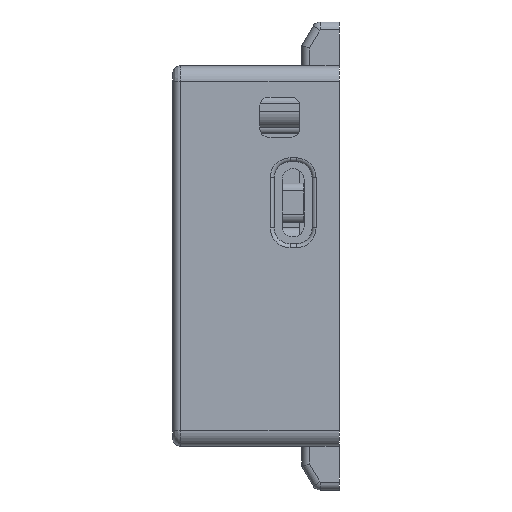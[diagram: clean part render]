
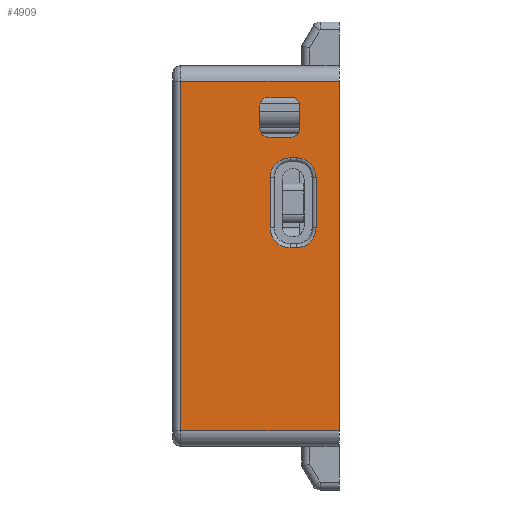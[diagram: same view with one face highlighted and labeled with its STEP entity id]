
A CAD part, left-side view. The second image highlights one B-rep face of the part: STEP entity #4909.
In plain terms, the highlighted planar face has unit normal (-1, 0, 0).
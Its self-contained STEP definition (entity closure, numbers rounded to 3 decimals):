
#54=FACE_BOUND('',#862,.T.);
#55=FACE_BOUND('',#863,.T.);
#326=CIRCLE('',#5329,2.5);
#330=CIRCLE('',#5335,2.5);
#334=CIRCLE('',#5341,2.5);
#337=CIRCLE('',#5346,2.5);
#341=CIRCLE('',#5355,1.);
#342=CIRCLE('',#5356,1.);
#343=CIRCLE('',#5357,1.);
#344=CIRCLE('',#5358,1.);
#574=FACE_OUTER_BOUND('',#861,.T.);
#861=EDGE_LOOP('',(#3912,#3913,#3914,#3915));
#862=EDGE_LOOP('',(#3916,#3917,#3918,#3919,#3920,#3921,#3922,#3923));
#863=EDGE_LOOP('',(#3924,#3925,#3926,#3927,#3928,#3929,#3930,#3931));
#1211=LINE('',#7741,#1686);
#1288=LINE('',#7959,#1763);
#1289=LINE('',#7970,#1764);
#1291=LINE('',#7982,#1766);
#1293=LINE('',#7994,#1768);
#1302=LINE('',#8020,#1777);
#1303=LINE('',#8022,#1778);
#1304=LINE('',#8024,#1779);
#1305=LINE('',#8025,#1780);
#1306=LINE('',#8028,#1781);
#1307=LINE('',#8033,#1782);
#1308=LINE('',#8037,#1783);
#1686=VECTOR('',#6177,10.);
#1763=VECTOR('',#6396,10.);
#1764=VECTOR('',#6409,10.);
#1766=VECTOR('',#6423,10.);
#1768=VECTOR('',#6437,10.);
#1777=VECTOR('',#6466,10.);
#1778=VECTOR('',#6467,10.);
#1779=VECTOR('',#6468,10.);
#1780=VECTOR('',#6469,10.);
#1781=VECTOR('',#6470,10.);
#1782=VECTOR('',#6475,10.);
#1783=VECTOR('',#6478,10.);
#2187=VERTEX_POINT('',#7738);
#2188=VERTEX_POINT('',#7740);
#2255=VERTEX_POINT('',#7952);
#2258=VERTEX_POINT('',#7957);
#2260=VERTEX_POINT('',#7962);
#2262=VERTEX_POINT('',#7968);
#2264=VERTEX_POINT('',#7974);
#2266=VERTEX_POINT('',#7980);
#2268=VERTEX_POINT('',#7986);
#2270=VERTEX_POINT('',#7992);
#2276=VERTEX_POINT('',#8018);
#2277=VERTEX_POINT('',#8019);
#2278=VERTEX_POINT('',#8021);
#2279=VERTEX_POINT('',#8023);
#2280=VERTEX_POINT('',#8026);
#2281=VERTEX_POINT('',#8027);
#2282=VERTEX_POINT('',#8030);
#2283=VERTEX_POINT('',#8032);
#2284=VERTEX_POINT('',#8034);
#2285=VERTEX_POINT('',#8036);
#2740=EDGE_CURVE('',#2188,#2187,#1211,.T.);
#2849=EDGE_CURVE('',#2258,#2255,#1288,.T.);
#2851=EDGE_CURVE('',#2260,#2258,#326,.T.);
#2854=EDGE_CURVE('',#2262,#2260,#1289,.T.);
#2857=EDGE_CURVE('',#2264,#2262,#330,.T.);
#2860=EDGE_CURVE('',#2266,#2264,#1291,.T.);
#2863=EDGE_CURVE('',#2268,#2266,#334,.T.);
#2866=EDGE_CURVE('',#2270,#2268,#1293,.T.);
#2868=EDGE_CURVE('',#2255,#2270,#337,.T.);
#2879=EDGE_CURVE('',#2276,#2277,#1302,.T.);
#2880=EDGE_CURVE('',#2278,#2276,#1303,.T.);
#2881=EDGE_CURVE('',#2279,#2278,#1304,.T.);
#2882=EDGE_CURVE('',#2279,#2277,#1305,.T.);
#2883=EDGE_CURVE('',#2280,#2281,#1306,.T.);
#2884=EDGE_CURVE('',#2281,#2188,#341,.T.);
#2885=EDGE_CURVE('',#2187,#2282,#342,.T.);
#2886=EDGE_CURVE('',#2282,#2283,#1307,.T.);
#2887=EDGE_CURVE('',#2283,#2284,#343,.T.);
#2888=EDGE_CURVE('',#2284,#2285,#1308,.T.);
#2889=EDGE_CURVE('',#2285,#2280,#344,.T.);
#3912=ORIENTED_EDGE('',*,*,#2879,.F.);
#3913=ORIENTED_EDGE('',*,*,#2880,.F.);
#3914=ORIENTED_EDGE('',*,*,#2881,.F.);
#3915=ORIENTED_EDGE('',*,*,#2882,.T.);
#3916=ORIENTED_EDGE('',*,*,#2883,.T.);
#3917=ORIENTED_EDGE('',*,*,#2884,.T.);
#3918=ORIENTED_EDGE('',*,*,#2740,.T.);
#3919=ORIENTED_EDGE('',*,*,#2885,.T.);
#3920=ORIENTED_EDGE('',*,*,#2886,.T.);
#3921=ORIENTED_EDGE('',*,*,#2887,.T.);
#3922=ORIENTED_EDGE('',*,*,#2888,.T.);
#3923=ORIENTED_EDGE('',*,*,#2889,.T.);
#3924=ORIENTED_EDGE('',*,*,#2849,.F.);
#3925=ORIENTED_EDGE('',*,*,#2851,.F.);
#3926=ORIENTED_EDGE('',*,*,#2854,.F.);
#3927=ORIENTED_EDGE('',*,*,#2857,.F.);
#3928=ORIENTED_EDGE('',*,*,#2860,.F.);
#3929=ORIENTED_EDGE('',*,*,#2863,.F.);
#3930=ORIENTED_EDGE('',*,*,#2866,.F.);
#3931=ORIENTED_EDGE('',*,*,#2868,.F.);
#4701=PLANE('',#5354);
#4909=ADVANCED_FACE('',(#574,#54,#55),#4701,.T.);
#5329=AXIS2_PLACEMENT_3D('',#7964,#6401,#6402);
#5335=AXIS2_PLACEMENT_3D('',#7976,#6415,#6416);
#5341=AXIS2_PLACEMENT_3D('',#7988,#6429,#6430);
#5346=AXIS2_PLACEMENT_3D('',#7997,#6441,#6442);
#5354=AXIS2_PLACEMENT_3D('',#8017,#6464,#6465);
#5355=AXIS2_PLACEMENT_3D('',#8029,#6471,#6472);
#5356=AXIS2_PLACEMENT_3D('',#8031,#6473,#6474);
#5357=AXIS2_PLACEMENT_3D('',#8035,#6476,#6477);
#5358=AXIS2_PLACEMENT_3D('',#8038,#6479,#6480);
#6177=DIRECTION('',(0.,0.,-1.));
#6396=DIRECTION('',(0.,-1.,0.));
#6401=DIRECTION('center_axis',(-1.,0.,0.));
#6402=DIRECTION('ref_axis',(0.,0.707,-0.707));
#6409=DIRECTION('',(0.,0.,-1.));
#6415=DIRECTION('center_axis',(-1.,0.,0.));
#6416=DIRECTION('ref_axis',(0.,0.707,0.707));
#6423=DIRECTION('',(0.,1.,0.));
#6429=DIRECTION('center_axis',(-1.,0.,0.));
#6430=DIRECTION('ref_axis',(0.,-0.707,0.707));
#6437=DIRECTION('',(0.,0.,1.));
#6441=DIRECTION('center_axis',(-1.,0.,0.));
#6442=DIRECTION('ref_axis',(0.,-0.707,-0.707));
#6464=DIRECTION('center_axis',(-1.,0.,0.));
#6465=DIRECTION('ref_axis',(0.,0.,1.));
#6466=DIRECTION('',(0.,0.,1.));
#6467=DIRECTION('',(0.,1.,0.));
#6468=DIRECTION('',(0.,0.,-1.));
#6469=DIRECTION('',(0.,1.,0.));
#6470=DIRECTION('',(0.,-1.,0.));
#6471=DIRECTION('center_axis',(1.,0.,0.));
#6472=DIRECTION('ref_axis',(0.,0.,1.));
#6473=DIRECTION('center_axis',(1.,0.,0.));
#6474=DIRECTION('ref_axis',(0.,-1.,0.));
#6475=DIRECTION('',(0.,1.,0.));
#6476=DIRECTION('center_axis',(1.,0.,0.));
#6477=DIRECTION('ref_axis',(0.,0.,-1.));
#6478=DIRECTION('',(0.,0.,1.));
#6479=DIRECTION('center_axis',(1.,0.,0.));
#6480=DIRECTION('ref_axis',(0.,1.,0.));
#7738=CARTESIAN_POINT('',(0.,5.,40.));
#7740=CARTESIAN_POINT('',(0.,5.,43.));
#7741=CARTESIAN_POINT('',(0.,5.,22.5));
#7952=CARTESIAN_POINT('',(0.,5.435,25.03));
#7957=CARTESIAN_POINT('',(0.,6.205,25.03));
#7959=CARTESIAN_POINT('',(0.,2.718,25.03));
#7962=CARTESIAN_POINT('',(0.,8.705,27.53));
#7964=CARTESIAN_POINT('Origin',(0.,6.205,27.53));
#7968=CARTESIAN_POINT('',(0.,8.705,33.87));
#7970=CARTESIAN_POINT('',(0.,8.705,14.765));
#7974=CARTESIAN_POINT('',(0.,6.205,36.37));
#7976=CARTESIAN_POINT('Origin',(0.,6.205,33.87));
#7980=CARTESIAN_POINT('',(0.,5.435,36.37));
#7982=CARTESIAN_POINT('',(0.,3.103,36.37));
#7986=CARTESIAN_POINT('',(0.,2.935,33.87));
#7988=CARTESIAN_POINT('Origin',(0.,5.435,33.87));
#7992=CARTESIAN_POINT('',(0.,2.935,27.53));
#7994=CARTESIAN_POINT('',(0.,2.935,17.935));
#7997=CARTESIAN_POINT('Origin',(0.,5.435,27.53));
#8017=CARTESIAN_POINT('Origin',(0.,0.,2.));
#8018=CARTESIAN_POINT('',(0.,20.,2.));
#8019=CARTESIAN_POINT('',(0.,20.,46.));
#8020=CARTESIAN_POINT('',(0.,20.,13.));
#8021=CARTESIAN_POINT('',(0.,0.,2.));
#8022=CARTESIAN_POINT('',(0.,0.,2.));
#8023=CARTESIAN_POINT('',(0.,0.,46.));
#8024=CARTESIAN_POINT('',(0.,0.,46.));
#8025=CARTESIAN_POINT('',(0.,0.,46.));
#8026=CARTESIAN_POINT('',(0.,9.,44.));
#8027=CARTESIAN_POINT('',(0.,6.,44.));
#8028=CARTESIAN_POINT('',(0.,4.5,44.));
#8029=CARTESIAN_POINT('Origin',(0.,6.,43.));
#8030=CARTESIAN_POINT('',(0.,6.,39.));
#8031=CARTESIAN_POINT('Origin',(0.,6.,40.));
#8032=CARTESIAN_POINT('',(0.,9.,39.));
#8033=CARTESIAN_POINT('',(0.,3.,39.));
#8034=CARTESIAN_POINT('',(0.,10.,40.));
#8035=CARTESIAN_POINT('Origin',(0.,9.,40.));
#8036=CARTESIAN_POINT('',(0.,10.,43.));
#8037=CARTESIAN_POINT('',(0.,10.,21.));
#8038=CARTESIAN_POINT('Origin',(0.,9.,43.));
